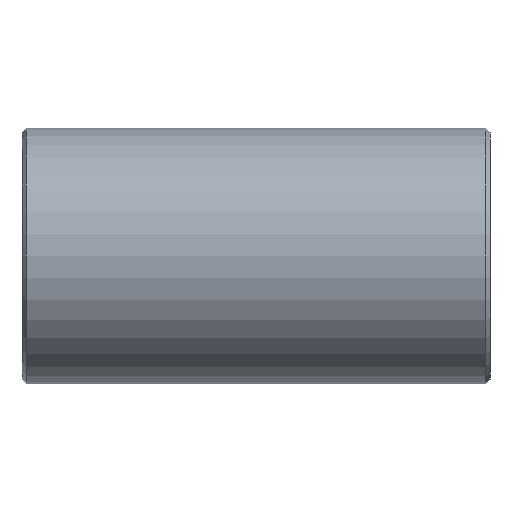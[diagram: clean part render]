
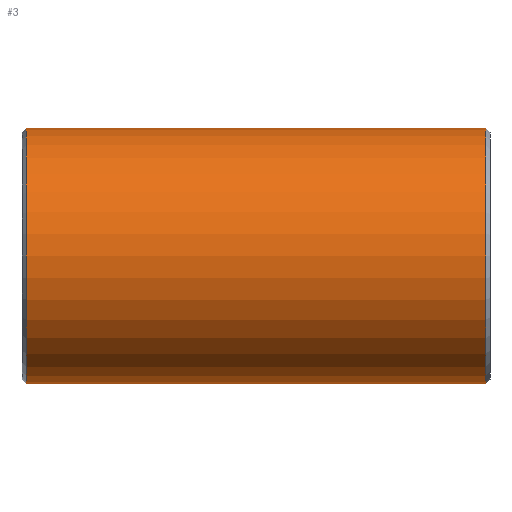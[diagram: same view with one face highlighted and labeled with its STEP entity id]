
A CAD part, front view. The second image highlights one B-rep face of the part: STEP entity #3.
In plain terms, the highlighted cylindrical face has radius 57.15 mm (diameter 114.3 mm), a partial arc.
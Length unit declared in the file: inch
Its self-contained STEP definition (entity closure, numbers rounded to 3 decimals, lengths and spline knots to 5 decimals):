
#3 = ADVANCED_FACE ( 'NONE', ( #736 ), #733, .T. ) ;
#38 = DIRECTION ( 'NONE',  ( -1., 0., 0. ) ) ;
#70 = DIRECTION ( 'NONE',  ( -1., 0., 0. ) ) ;
#74 = LINE ( 'NONE', #666, #533 ) ;
#77 = ORIENTED_EDGE ( 'NONE', *, *, #332, .T. ) ;
#80 = VERTEX_POINT ( 'NONE', #165 ) ;
#130 = CARTESIAN_POINT ( 'NONE',  ( 4.041, 0., 0. ) ) ;
#149 = ORIENTED_EDGE ( 'NONE', *, *, #357, .T. ) ;
#165 = CARTESIAN_POINT ( 'NONE',  ( 4.041, 0., -2.25 ) ) ;
#193 = VERTEX_POINT ( 'NONE', #470 ) ;
#203 = DIRECTION ( 'NONE',  ( 0., 0., 1. ) ) ;
#206 = DIRECTION ( 'NONE',  ( -1., 0., 0. ) ) ;
#243 = DIRECTION ( 'NONE',  ( 0., 0., 1. ) ) ;
#269 = CARTESIAN_POINT ( 'NONE',  ( 4.12, 0., -2.25 ) ) ;
#273 = LINE ( 'NONE', #269, #522 ) ;
#290 = AXIS2_PLACEMENT_3D ( 'NONE', #624, #206, #203 ) ;
#301 = DIRECTION ( 'NONE',  ( 1., 0., 0. ) ) ;
#305 = DIRECTION ( 'NONE',  ( 0., 0., -1. ) ) ;
#315 = CARTESIAN_POINT ( 'NONE',  ( 4.041, 0., 2.25 ) ) ;
#325 = VERTEX_POINT ( 'NONE', #315 ) ;
#331 = EDGE_LOOP ( 'NONE', ( #761, #678, #77, #149 ) ) ;
#332 = EDGE_CURVE ( 'NONE', #325, #764, #74, .T. ) ;
#357 = EDGE_CURVE ( 'NONE', #764, #193, #471, .T. ) ;
#376 = CARTESIAN_POINT ( 'NONE',  ( -4.041, 0., 0. ) ) ;
#449 = EDGE_CURVE ( 'NONE', #80, #325, #628, .T. ) ;
#470 = CARTESIAN_POINT ( 'NONE',  ( -4.041, 0., -2.25 ) ) ;
#471 = CIRCLE ( 'NONE', #714, 2.25 ) ;
#472 = EDGE_CURVE ( 'NONE', #80, #193, #273, .T. ) ;
#511 = AXIS2_PLACEMENT_3D ( 'NONE', #130, #70, #305 ) ;
#522 = VECTOR ( 'NONE', #38, 39.37008 ) ;
#533 = VECTOR ( 'NONE', #661, 39.37008 ) ;
#589 = CARTESIAN_POINT ( 'NONE',  ( -4.041, 0., 2.25 ) ) ;
#624 = CARTESIAN_POINT ( 'NONE',  ( 4.12, 0., 0. ) ) ;
#628 = CIRCLE ( 'NONE', #511, 2.25 ) ;
#661 = DIRECTION ( 'NONE',  ( -1., 0., 0. ) ) ;
#666 = CARTESIAN_POINT ( 'NONE',  ( 4.12, 0., 2.25 ) ) ;
#678 = ORIENTED_EDGE ( 'NONE', *, *, #449, .T. ) ;
#714 = AXIS2_PLACEMENT_3D ( 'NONE', #376, #301, #243 ) ;
#733 = CYLINDRICAL_SURFACE ( 'NONE', #290, 2.25 ) ;
#736 = FACE_OUTER_BOUND ( 'NONE', #331, .T. ) ;
#761 = ORIENTED_EDGE ( 'NONE', *, *, #472, .F. ) ;
#764 = VERTEX_POINT ( 'NONE', #589 ) ;
